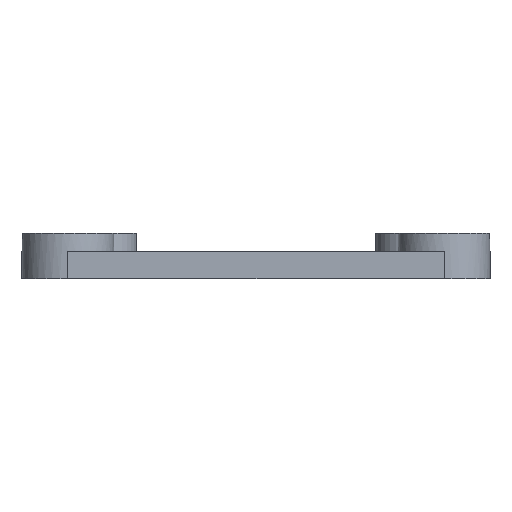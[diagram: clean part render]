
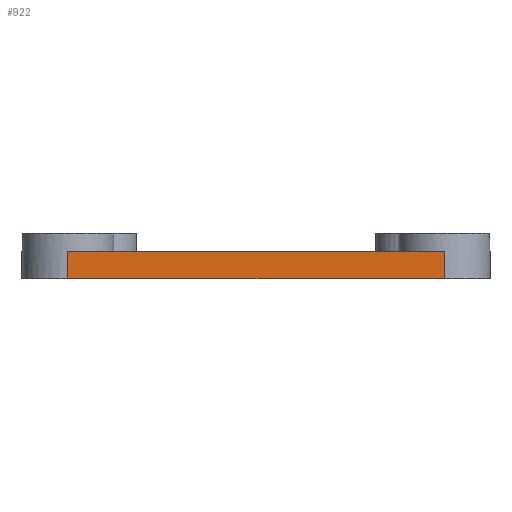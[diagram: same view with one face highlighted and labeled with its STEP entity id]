
A CAD part, left-side view. The second image highlights one B-rep face of the part: STEP entity #922.
In plain terms, the highlighted planar face has unit normal (-1, 0, 0).
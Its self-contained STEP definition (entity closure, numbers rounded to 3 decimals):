
#54=PLANE('',#1047);
#100=FACE_OUTER_BOUND('',#164,.T.);
#164=EDGE_LOOP('',(#845,#846,#847,#848));
#171=LINE('',#1373,#239);
#207=LINE('',#1512,#275);
#211=LINE('',#1528,#279);
#223=LINE('',#1573,#291);
#239=VECTOR('',#1079,10.);
#275=VECTOR('',#1221,10.);
#279=VECTOR('',#1239,10.);
#291=VECTOR('',#1289,10.);
#375=VERTEX_POINT('',#1370);
#376=VERTEX_POINT('',#1372);
#426=VERTEX_POINT('',#1510);
#431=VERTEX_POINT('',#1527);
#465=EDGE_CURVE('',#375,#376,#171,.T.);
#536=EDGE_CURVE('',#426,#375,#207,.T.);
#544=EDGE_CURVE('',#431,#376,#211,.T.);
#567=EDGE_CURVE('',#426,#431,#223,.T.);
#845=ORIENTED_EDGE('',*,*,#567,.T.);
#846=ORIENTED_EDGE('',*,*,#544,.T.);
#847=ORIENTED_EDGE('',*,*,#465,.F.);
#848=ORIENTED_EDGE('',*,*,#536,.F.);
#922=ADVANCED_FACE('',(#100),#54,.T.);
#1047=AXIS2_PLACEMENT_3D('',#1610,#1339,#1340);
#1079=DIRECTION('',(0.,-1.,0.));
#1221=DIRECTION('',(0.,0.,1.));
#1239=DIRECTION('',(0.,0.,1.));
#1289=DIRECTION('',(0.,-1.,0.));
#1339=DIRECTION('center_axis',(-1.,0.,0.));
#1340=DIRECTION('ref_axis',(0.,-1.,0.));
#1370=CARTESIAN_POINT('',(-30.25,41.,3.));
#1372=CARTESIAN_POINT('',(-30.25,0.,3.));
#1373=CARTESIAN_POINT('',(-30.25,46.,3.));
#1510=CARTESIAN_POINT('',(-30.25,41.,0.));
#1512=CARTESIAN_POINT('',(-30.25,41.,0.));
#1527=CARTESIAN_POINT('',(-30.25,0.,0.));
#1528=CARTESIAN_POINT('',(-30.25,0.,0.));
#1573=CARTESIAN_POINT('',(-30.25,46.,0.));
#1610=CARTESIAN_POINT('Origin',(-30.25,41.,0.));
